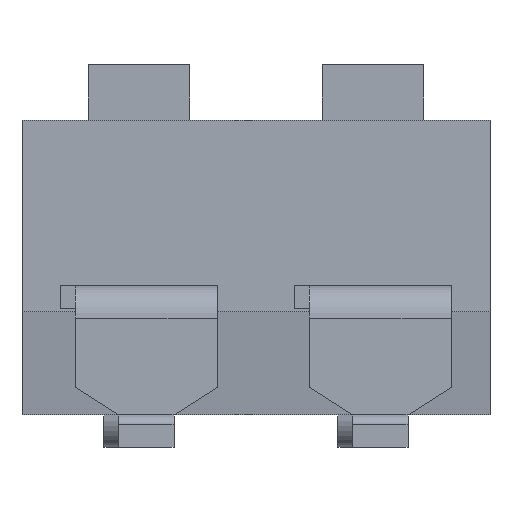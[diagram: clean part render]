
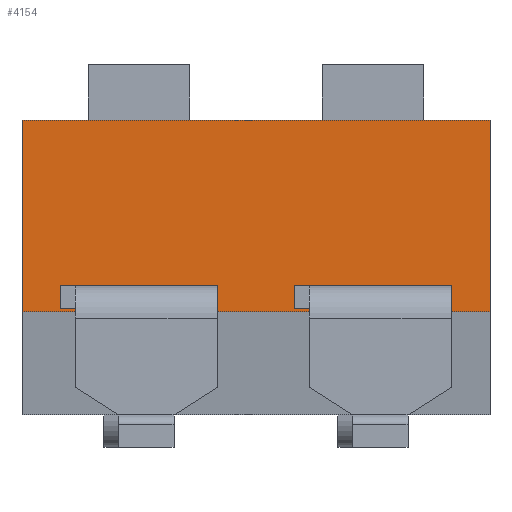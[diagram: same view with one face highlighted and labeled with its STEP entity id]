
A CAD part, front view. The second image highlights one B-rep face of the part: STEP entity #4154.
In plain terms, the highlighted planar face has unit normal (0, -1, 0).
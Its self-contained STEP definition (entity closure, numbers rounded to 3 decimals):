
#2440=CARTESIAN_POINT('',(2.54,-3.0,3.2));
#2441=VERTEX_POINT('',#2440);
#2456=CARTESIAN_POINT('',(-2.54,-3.,3.2));
#2457=VERTEX_POINT('',#2456);
#2464=CARTESIAN_POINT('',(2.54,-3.0,3.2));
#2465=DIRECTION('',(-1.0,0.0,0.0));
#2466=VECTOR('',#2465,5.08);
#2467=LINE('',#2464,#2466);
#2468=EDGE_CURVE('',#2441,#2457,#2467,.T.);
#2750=CARTESIAN_POINT('',(2.12,-3.,1.4));
#2751=VERTEX_POINT('',#2750);
#2768=CARTESIAN_POINT('',(2.12,-3.,1.15));
#2769=VERTEX_POINT('',#2768);
#2776=CARTESIAN_POINT('',(2.12,-3.,1.4));
#2777=DIRECTION('',(0.0,0.0,-1.0));
#2778=VECTOR('',#2777,0.25);
#2779=LINE('',#2776,#2778);
#2780=EDGE_CURVE('',#2751,#2769,#2779,.T.);
#2790=CARTESIAN_POINT('',(0.42,-3.,1.15));
#2791=VERTEX_POINT('',#2790);
#2800=CARTESIAN_POINT('',(2.12,-3.,1.15));
#2801=DIRECTION('',(-1.0,0.0,0.0));
#2802=VECTOR('',#2801,1.7);
#2803=LINE('',#2800,#2802);
#2804=EDGE_CURVE('',#2769,#2791,#2803,.T.);
#2845=CARTESIAN_POINT('',(0.42,-3.,1.4));
#2846=VERTEX_POINT('',#2845);
#2855=CARTESIAN_POINT('',(0.42,-3.,1.4));
#2856=DIRECTION('',(1.0,0.0,0.0));
#2857=VECTOR('',#2856,1.7);
#2858=LINE('',#2855,#2857);
#2859=EDGE_CURVE('',#2846,#2751,#2858,.T.);
#2872=CARTESIAN_POINT('',(0.42,-3.,1.15));
#2873=DIRECTION('',(0.0,0.0,1.0));
#2874=VECTOR('',#2873,0.25);
#2875=LINE('',#2872,#2874);
#2876=EDGE_CURVE('',#2791,#2846,#2875,.T.);
#3442=CARTESIAN_POINT('',(-0.42,-3.,1.4));
#3443=VERTEX_POINT('',#3442);
#3460=CARTESIAN_POINT('',(-0.42,-3.,1.15));
#3461=VERTEX_POINT('',#3460);
#3468=CARTESIAN_POINT('',(-0.42,-3.,1.4));
#3469=DIRECTION('',(0.0,0.0,-1.0));
#3470=VECTOR('',#3469,0.25);
#3471=LINE('',#3468,#3470);
#3472=EDGE_CURVE('',#3443,#3461,#3471,.T.);
#3482=CARTESIAN_POINT('',(-2.12,-3.,1.15));
#3483=VERTEX_POINT('',#3482);
#3492=CARTESIAN_POINT('',(-0.42,-3.,1.15));
#3493=DIRECTION('',(-1.0,0.0,0.0));
#3494=VECTOR('',#3493,1.7);
#3495=LINE('',#3492,#3494);
#3496=EDGE_CURVE('',#3461,#3483,#3495,.T.);
#3537=CARTESIAN_POINT('',(-2.12,-3.,1.4));
#3538=VERTEX_POINT('',#3537);
#3547=CARTESIAN_POINT('',(-2.12,-3.,1.4));
#3548=DIRECTION('',(1.0,0.0,0.0));
#3549=VECTOR('',#3548,1.7);
#3550=LINE('',#3547,#3549);
#3551=EDGE_CURVE('',#3538,#3443,#3550,.T.);
#3564=CARTESIAN_POINT('',(-2.12,-3.,1.15));
#3565=DIRECTION('',(0.0,0.0,1.0));
#3566=VECTOR('',#3565,0.25);
#3567=LINE('',#3564,#3566);
#3568=EDGE_CURVE('',#3483,#3538,#3567,.T.);
#4054=CARTESIAN_POINT('',(-2.54,-3.,1.122));
#4055=VERTEX_POINT('',#4054);
#4070=CARTESIAN_POINT('',(2.54,-3.0,1.122));
#4071=VERTEX_POINT('',#4070);
#4078=CARTESIAN_POINT('',(-2.54,-3.,1.122));
#4079=DIRECTION('',(1.0,0.0,0.0));
#4080=VECTOR('',#4079,5.08);
#4081=LINE('',#4078,#4080);
#4082=EDGE_CURVE('',#4055,#4071,#4081,.T.);
#4121=CARTESIAN_POINT('',(2.54,-3.0,0.0));
#4122=DIRECTION('',(0.0,-1.0,0.0));
#4123=DIRECTION('',(0.0,0.0,-1.0));
#4124=AXIS2_PLACEMENT_3D('',#4121,#4122,#4123);
#4125=PLANE('',#4124);
#4126=ORIENTED_EDGE('',*,*,#4082,.T.);
#4127=CARTESIAN_POINT('',(2.54,-3.0,1.122));
#4128=DIRECTION('',(0.0,0.0,1.0));
#4129=VECTOR('',#4128,2.078);
#4130=LINE('',#4127,#4129);
#4131=EDGE_CURVE('',#4071,#2441,#4130,.T.);
#4132=ORIENTED_EDGE('',*,*,#4131,.T.);
#4133=ORIENTED_EDGE('',*,*,#2468,.T.);
#4134=CARTESIAN_POINT('',(-2.54,-3.,1.122));
#4135=DIRECTION('',(0.0,0.0,1.0));
#4136=VECTOR('',#4135,2.078);
#4137=LINE('',#4134,#4136);
#4138=EDGE_CURVE('',#4055,#2457,#4137,.T.);
#4139=ORIENTED_EDGE('',*,*,#4138,.F.);
#4140=EDGE_LOOP('',(#4126,#4132,#4133,#4139));
#4141=FACE_OUTER_BOUND('',#4140,.T.);
#4142=ORIENTED_EDGE('',*,*,#2780,.T.);
#4143=ORIENTED_EDGE('',*,*,#2804,.T.);
#4144=ORIENTED_EDGE('',*,*,#2876,.T.);
#4145=ORIENTED_EDGE('',*,*,#2859,.T.);
#4146=EDGE_LOOP('',(#4142,#4143,#4144,#4145));
#4147=FACE_BOUND('',#4146,.T.);
#4148=ORIENTED_EDGE('',*,*,#3472,.T.);
#4149=ORIENTED_EDGE('',*,*,#3496,.T.);
#4150=ORIENTED_EDGE('',*,*,#3568,.T.);
#4151=ORIENTED_EDGE('',*,*,#3551,.T.);
#4152=EDGE_LOOP('',(#4148,#4149,#4150,#4151));
#4153=FACE_BOUND('',#4152,.T.);
#4154=ADVANCED_FACE('',(#4141,#4147,#4153),#4125,.T.);
